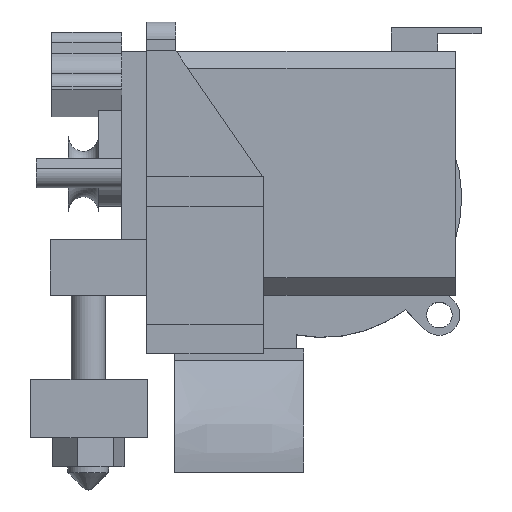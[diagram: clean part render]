
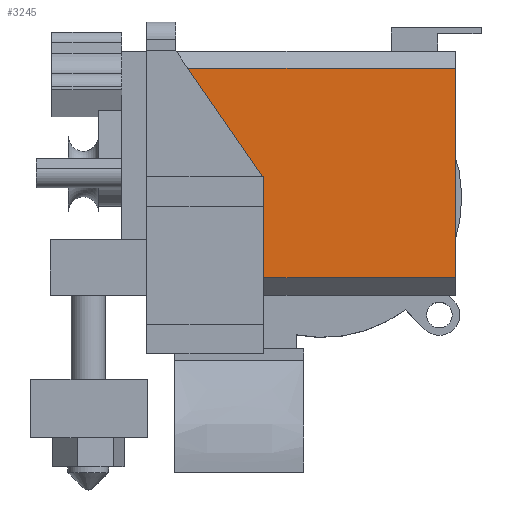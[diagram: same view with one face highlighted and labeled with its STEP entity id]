
A CAD part, top view. The second image highlights one B-rep face of the part: STEP entity #3245.
In plain terms, the highlighted face is planar.
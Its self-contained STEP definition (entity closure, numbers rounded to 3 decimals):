
#375=FACE_OUTER_BOUND('',#565,.T.);
#565=EDGE_LOOP('',(#2303,#2304,#2305,#2306));
#811=LINE('',#4919,#1139);
#820=LINE('',#4937,#1148);
#824=LINE('',#4944,#1152);
#825=LINE('',#4946,#1153);
#1139=VECTOR('',#3955,10.);
#1148=VECTOR('',#3970,10.);
#1152=VECTOR('',#3978,10.);
#1153=VECTOR('',#3981,10.);
#1465=VERTEX_POINT('',#4916);
#1466=VERTEX_POINT('',#4918);
#1472=VERTEX_POINT('',#4935);
#1473=VERTEX_POINT('',#4942);
#1781=EDGE_CURVE('',#1466,#1465,#811,.T.);
#1790=EDGE_CURVE('',#1472,#1465,#820,.T.);
#1794=EDGE_CURVE('',#1466,#1473,#824,.T.);
#1795=EDGE_CURVE('',#1473,#1472,#825,.T.);
#2303=ORIENTED_EDGE('',*,*,#1790,.F.);
#2304=ORIENTED_EDGE('',*,*,#1795,.F.);
#2305=ORIENTED_EDGE('',*,*,#1794,.F.);
#2306=ORIENTED_EDGE('',*,*,#1781,.T.);
#3114=PLANE('',#3559);
#3245=ADVANCED_FACE('',(#375),#3114,.T.);
#3559=AXIS2_PLACEMENT_3D('',#4945,#3979,#3980);
#3955=DIRECTION('',(0.,0.,-1.));
#3970=DIRECTION('',(0.,-1.,0.));
#3978=DIRECTION('',(0.,1.,0.));
#3979=DIRECTION('center_axis',(1.,0.,0.));
#3980=DIRECTION('ref_axis',(0.,0.,-1.));
#3981=DIRECTION('',(0.,0.,-1.));
#4916=CARTESIAN_POINT('',(42.,0.,-39.));
#4918=CARTESIAN_POINT('',(42.,0.,-3.));
#4919=CARTESIAN_POINT('',(42.,0.,0.));
#4935=CARTESIAN_POINT('',(42.,48.,-39.));
#4937=CARTESIAN_POINT('',(42.,0.,-39.));
#4942=CARTESIAN_POINT('',(42.,48.,-3.));
#4944=CARTESIAN_POINT('',(42.,0.,-3.));
#4945=CARTESIAN_POINT('Origin',(42.,0.,0.));
#4946=CARTESIAN_POINT('',(42.,48.,0.));
